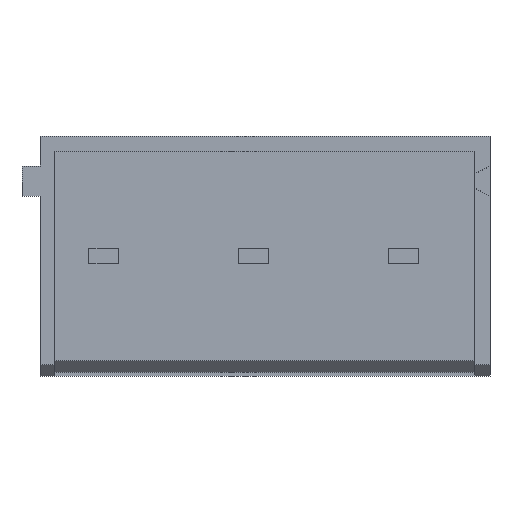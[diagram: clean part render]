
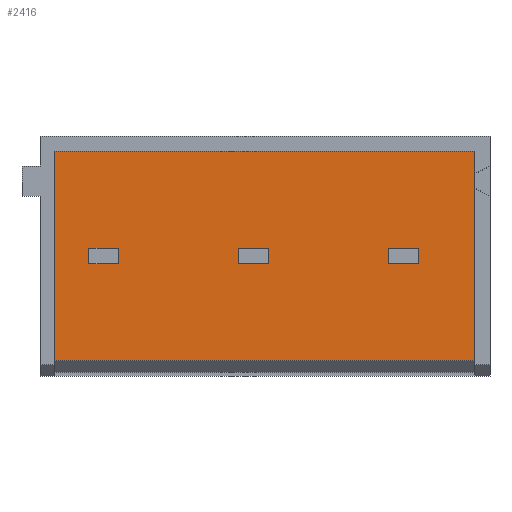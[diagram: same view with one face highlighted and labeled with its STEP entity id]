
A CAD part, front view. The second image highlights one B-rep face of the part: STEP entity #2416.
In plain terms, the highlighted planar face has unit normal (0, -1, 0).
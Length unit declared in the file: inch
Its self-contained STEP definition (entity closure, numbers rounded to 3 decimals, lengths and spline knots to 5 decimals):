
#183=DIRECTION('',(0.,0.,-1.));
#184=VECTOR('',#183,0.02);
#185=CARTESIAN_POINT('',(0.165,0.005,0.17));
#186=LINE('',#185,#184);
#187=DIRECTION('',(1.,0.,0.));
#188=VECTOR('',#187,0.04);
#189=CARTESIAN_POINT('',(0.165,0.005,0.15));
#190=LINE('',#189,#188);
#191=DIRECTION('',(0.,0.,-1.));
#192=VECTOR('',#191,0.02);
#193=CARTESIAN_POINT('',(0.205,0.005,0.17));
#194=LINE('',#193,#192);
#195=DIRECTION('',(1.,0.,0.));
#196=VECTOR('',#195,0.04);
#197=CARTESIAN_POINT('',(0.165,0.005,0.17));
#198=LINE('',#197,#196);
#199=DIRECTION('',(0.,0.,-1.));
#200=VECTOR('',#199,0.02);
#201=CARTESIAN_POINT('',(-0.035,0.005,0.17));
#202=LINE('',#201,#200);
#203=DIRECTION('',(1.,0.,0.));
#204=VECTOR('',#203,0.04);
#205=CARTESIAN_POINT('',(-0.035,0.005,0.15));
#206=LINE('',#205,#204);
#207=DIRECTION('',(0.,0.,-1.));
#208=VECTOR('',#207,0.02);
#209=CARTESIAN_POINT('',(0.005,0.005,0.17));
#210=LINE('',#209,#208);
#211=DIRECTION('',(1.,0.,0.));
#212=VECTOR('',#211,0.04);
#213=CARTESIAN_POINT('',(-0.035,0.005,0.17));
#214=LINE('',#213,#212);
#215=DIRECTION('',(0.,0.,-1.));
#216=VECTOR('',#215,0.02);
#217=CARTESIAN_POINT('',(-0.235,0.005,0.17));
#218=LINE('',#217,#216);
#219=DIRECTION('',(1.,0.,0.));
#220=VECTOR('',#219,0.04);
#221=CARTESIAN_POINT('',(-0.235,0.005,0.15));
#222=LINE('',#221,#220);
#223=DIRECTION('',(0.,0.,-1.));
#224=VECTOR('',#223,0.02);
#225=CARTESIAN_POINT('',(-0.195,0.005,0.17));
#226=LINE('',#225,#224);
#227=DIRECTION('',(1.,0.,0.));
#228=VECTOR('',#227,0.04);
#229=CARTESIAN_POINT('',(-0.235,0.005,0.17));
#230=LINE('',#229,#228);
#231=DIRECTION('',(0.,0.,1.));
#232=VECTOR('',#231,0.23);
#233=CARTESIAN_POINT('',(0.28,0.005,0.02));
#234=LINE('',#233,#232);
#235=DIRECTION('',(1.,0.,0.));
#236=VECTOR('',#235,0.56);
#237=CARTESIAN_POINT('',(-0.28,0.005,0.02));
#238=LINE('',#237,#236);
#239=DIRECTION('',(0.,0.,-1.));
#240=VECTOR('',#239,0.28);
#241=CARTESIAN_POINT('',(-0.28,0.005,0.3));
#242=LINE('',#241,#240);
#243=DIRECTION('',(-1.,0.,0.));
#244=VECTOR('',#243,0.56);
#245=CARTESIAN_POINT('',(0.28,0.005,0.3));
#246=LINE('',#245,#244);
#247=DIRECTION('',(0.,0.,1.));
#248=VECTOR('',#247,0.03);
#249=CARTESIAN_POINT('',(0.28,0.005,0.27));
#250=LINE('',#249,#248);
#251=DIRECTION('',(0.,0.,-1.));
#252=VECTOR('',#251,0.02);
#253=CARTESIAN_POINT('',(0.28,0.005,0.27));
#254=LINE('',#253,#252);
#1766=CARTESIAN_POINT('',(0.28,0.005,0.3));
#1767=CARTESIAN_POINT('',(-0.28,0.005,0.3));
#1768=VERTEX_POINT('',#1766);
#1769=VERTEX_POINT('',#1767);
#1844=CARTESIAN_POINT('',(0.165,0.005,0.17));
#1845=CARTESIAN_POINT('',(0.165,0.005,0.15));
#1846=VERTEX_POINT('',#1844);
#1847=VERTEX_POINT('',#1845);
#1848=CARTESIAN_POINT('',(0.205,0.005,0.17));
#1849=CARTESIAN_POINT('',(0.205,0.005,0.15));
#1850=VERTEX_POINT('',#1848);
#1851=VERTEX_POINT('',#1849);
#1888=CARTESIAN_POINT('',(-0.28,0.005,0.02));
#1889=CARTESIAN_POINT('',(0.28,0.005,0.02));
#1890=VERTEX_POINT('',#1888);
#1891=VERTEX_POINT('',#1889);
#1930=CARTESIAN_POINT('',(0.28,0.005,0.27));
#1931=CARTESIAN_POINT('',(0.28,0.005,0.25));
#1932=VERTEX_POINT('',#1930);
#1933=VERTEX_POINT('',#1931);
#2004=CARTESIAN_POINT('',(-0.035,0.005,0.17));
#2005=VERTEX_POINT('',#2004);
#2006=CARTESIAN_POINT('',(-0.035,0.005,0.15));
#2007=VERTEX_POINT('',#2006);
#2008=CARTESIAN_POINT('',(0.005,0.005,0.17));
#2009=VERTEX_POINT('',#2008);
#2010=CARTESIAN_POINT('',(0.005,0.005,0.15));
#2011=VERTEX_POINT('',#2010);
#2082=CARTESIAN_POINT('',(-0.235,0.005,0.17));
#2083=VERTEX_POINT('',#2082);
#2084=CARTESIAN_POINT('',(-0.235,0.005,0.15));
#2085=VERTEX_POINT('',#2084);
#2086=CARTESIAN_POINT('',(-0.195,0.005,0.17));
#2087=VERTEX_POINT('',#2086);
#2088=CARTESIAN_POINT('',(-0.195,0.005,0.15));
#2089=VERTEX_POINT('',#2088);
#2369=CARTESIAN_POINT('',(-0.3,0.005,0.));
#2370=DIRECTION('',(0.,-1.,0.));
#2371=DIRECTION('',(0.,0.,-1.));
#2372=AXIS2_PLACEMENT_3D('',#2369,#2370,#2371);
#2373=PLANE('',#2372);
#2374=ORIENTED_EDGE('',*,*,#2364,.F.);
#2376=ORIENTED_EDGE('',*,*,#2375,.F.);
#2378=ORIENTED_EDGE('',*,*,#2377,.F.);
#2380=ORIENTED_EDGE('',*,*,#2379,.F.);
#2381=ORIENTED_EDGE('',*,*,#2339,.F.);
#2383=ORIENTED_EDGE('',*,*,#2382,.T.);
#2384=EDGE_LOOP('',(#2374,#2376,#2378,#2380,#2381,#2383));
#2385=FACE_OUTER_BOUND('',#2384,.F.);
#2387=ORIENTED_EDGE('',*,*,#2386,.T.);
#2389=ORIENTED_EDGE('',*,*,#2388,.T.);
#2391=ORIENTED_EDGE('',*,*,#2390,.F.);
#2393=ORIENTED_EDGE('',*,*,#2392,.F.);
#2394=EDGE_LOOP('',(#2387,#2389,#2391,#2393));
#2395=FACE_BOUND('',#2394,.F.);
#2397=ORIENTED_EDGE('',*,*,#2396,.T.);
#2399=ORIENTED_EDGE('',*,*,#2398,.T.);
#2401=ORIENTED_EDGE('',*,*,#2400,.F.);
#2403=ORIENTED_EDGE('',*,*,#2402,.F.);
#2404=EDGE_LOOP('',(#2397,#2399,#2401,#2403));
#2405=FACE_BOUND('',#2404,.F.);
#2407=ORIENTED_EDGE('',*,*,#2406,.T.);
#2409=ORIENTED_EDGE('',*,*,#2408,.T.);
#2411=ORIENTED_EDGE('',*,*,#2410,.F.);
#2413=ORIENTED_EDGE('',*,*,#2412,.F.);
#2414=EDGE_LOOP('',(#2407,#2409,#2411,#2413));
#2415=FACE_BOUND('',#2414,.F.);
#2416=ADVANCED_FACE('',(#2385,#2395,#2405,#2415),#2373,.T.);
#2339=EDGE_CURVE('',#1932,#1768,#250,.T.);
#2364=EDGE_CURVE('',#1891,#1933,#234,.T.);
#2375=EDGE_CURVE('',#1890,#1891,#238,.T.);
#2377=EDGE_CURVE('',#1769,#1890,#242,.T.);
#2379=EDGE_CURVE('',#1768,#1769,#246,.T.);
#2382=EDGE_CURVE('',#1932,#1933,#254,.T.);
#2386=EDGE_CURVE('',#2005,#2007,#202,.T.);
#2388=EDGE_CURVE('',#2007,#2011,#206,.T.);
#2390=EDGE_CURVE('',#2009,#2011,#210,.T.);
#2392=EDGE_CURVE('',#2005,#2009,#214,.T.);
#2396=EDGE_CURVE('',#2083,#2085,#218,.T.);
#2398=EDGE_CURVE('',#2085,#2089,#222,.T.);
#2400=EDGE_CURVE('',#2087,#2089,#226,.T.);
#2402=EDGE_CURVE('',#2083,#2087,#230,.T.);
#2406=EDGE_CURVE('',#1846,#1847,#186,.T.);
#2408=EDGE_CURVE('',#1847,#1851,#190,.T.);
#2410=EDGE_CURVE('',#1850,#1851,#194,.T.);
#2412=EDGE_CURVE('',#1846,#1850,#198,.T.);
